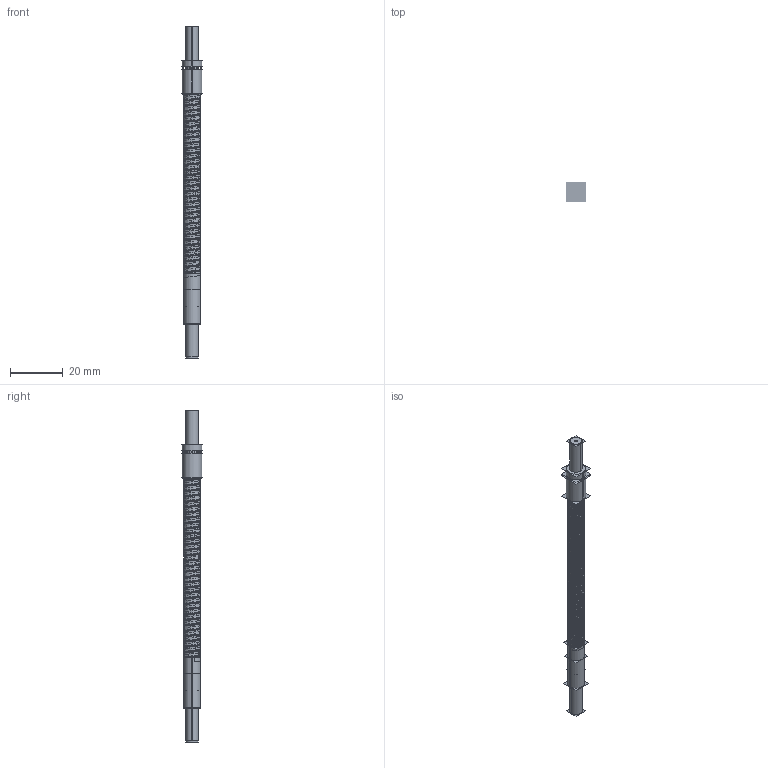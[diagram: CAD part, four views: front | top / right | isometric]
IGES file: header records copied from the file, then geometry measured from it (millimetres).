
Start section:  PTC IGES file: 210948.igs
Global section: file name: 210948.igs; native system: Creo Parametric by PTC Inc.; preprocessor: 2018300; author: pdmadmin; organization: Unknown; date: 20190306.111245; units: millimetre
Bounding box: 7.67 x 7.66 x 125.54 mm (x, y, z)
Volume: 1426.5 mm3; surface area: 30277.3 mm2
Topology: 4 solids, 4 shells, 298 faces, 1266 edges, 1492 vertices
Faces by surface type: bspline 242, revolution 56
